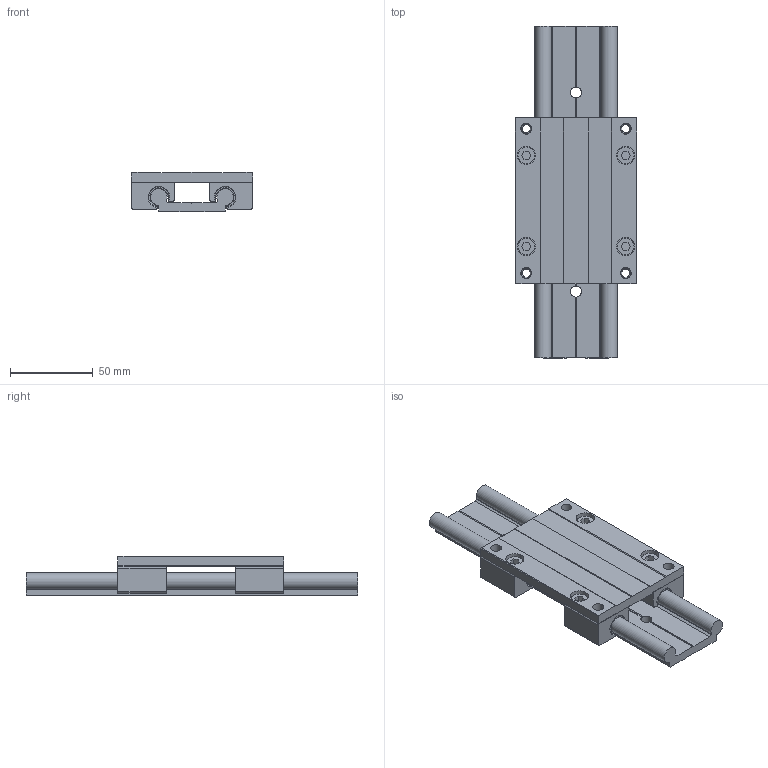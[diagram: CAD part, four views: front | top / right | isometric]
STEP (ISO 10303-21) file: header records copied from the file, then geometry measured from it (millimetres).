
FILE_DESCRIPTION(/* description */ (''),/* implementation_level */ '2;1');
FILE_NAME(/* name */ 'MISC_GuideSystem_WW_10_40.iam.step',/* time_stamp */ '2014-01-01T17:44:27-08:00',/* author */ ('Autodesk Inc.'),/* organization */ ('Autodesk Inc.'),/* preprocessor_version */ 'ST-DEVELOPER v15.2',/* originating_system */ 'Autodesk Inventor 2014',/* authorisation */ '');
FILE_SCHEMA (('AUTOMOTIVE_DESIGN { 1 0 10303 214 3 1 1 }'));
Products named in the file (3): MISC_Guide_WS_10_40; MISC_GuideSystem_WW_10_40
Bounding box: 73 x 200 x 24 mm (x, y, z)
Volume: 146473.3 mm3; surface area: 60058.2 mm2
Topology: 2 solids, 2 shells, 963 faces, 2679 edges, 1778 vertices
Faces by surface type: plane 599, cylinder 348, cone 16
Full cylindrical faces by diameter (mm): 0.2 x4, 0.5 x4, 0.55 x4, 2.5 x4, 2.8 x4, 5 x4, 6 x8, 6.6 x6, 9.5 x8, 10 x4, 11 x4
Entity records: 31764 total; most frequent: CARTESIAN_POINT 5863, DIRECTION 5233, ORIENTED_EDGE 5222, EDGE_CURVE 2611, LINE 1829, VECTOR 1829, VERTEX_POINT 1772, AXIS2_PLACEMENT_3D 1702
